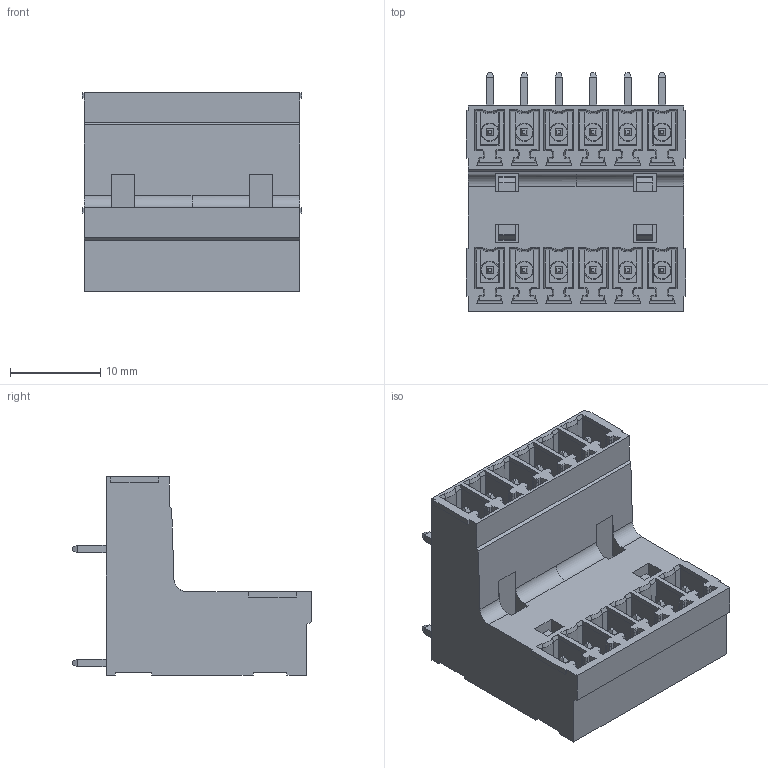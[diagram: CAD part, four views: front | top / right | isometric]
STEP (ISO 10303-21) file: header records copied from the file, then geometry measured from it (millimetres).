
FILE_DESCRIPTION( ('This file contains a STEP AP42 implementation' ,'as created by ZW3D STEP Interface translator.') ,'2;1' );
FILE_NAME( 'WJ15EDGRT-3.81-2x06P.stp' ,'2312 1.153158', (''), ('ZWCAD Software Co.'), 'Version 1.0', 'ZW3D to STEP translator', '' );
FILE_SCHEMA(('AUTOMOTIVE_DESIGN'));
Length unit declared in the file: millimetre
Products named in the file (2): 0; WJ15EDGRT-3.81-2x07P
Bounding box: 24.25 x 26.4 x 21.95 mm (x, y, z)
Volume: 5713.1 mm3; surface area: 5170.9 mm2
Topology: 1 solids, 1 shells, 1024 faces, 2544 edges, 1576 vertices
Faces by surface type: bspline 1024
Entity records: 30974 total; most frequent: CARTESIAN_POINT 14309, ORIENTED_EDGE 5088, EDGE_CURVE 2544, B_SPLINE_CURVE_WITH_KNOTS 2270, VERTEX_POINT 1576, EDGE_LOOP 1078, FACE_OUTER_BOUND 1024, ADVANCED_FACE 1024
